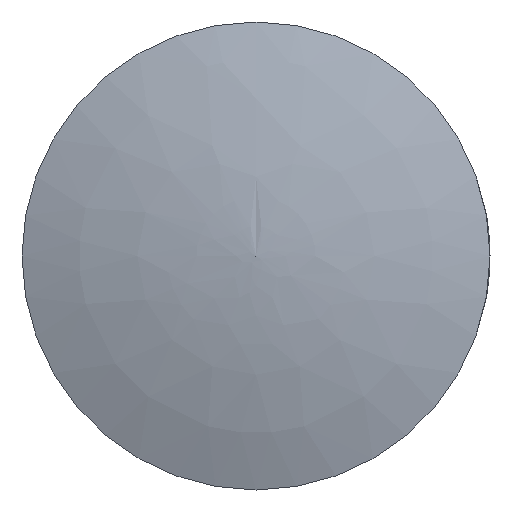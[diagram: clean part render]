
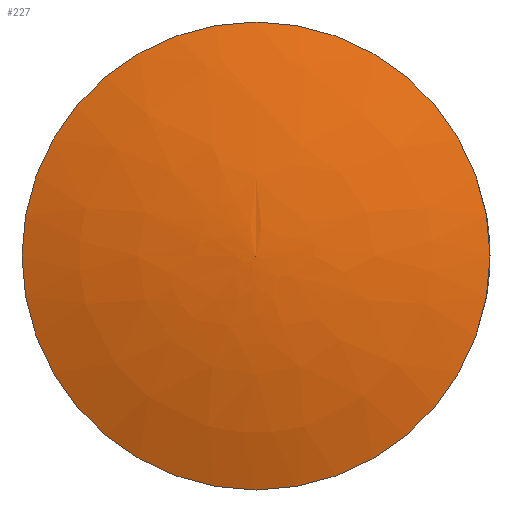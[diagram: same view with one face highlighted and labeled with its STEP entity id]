
A CAD part, left-side view. The second image highlights one B-rep face of the part: STEP entity #227.
In plain terms, the highlighted free-form (B-spline) face has degree [2, 2] with [3, 9] control points.
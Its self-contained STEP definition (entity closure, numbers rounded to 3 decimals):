
#12=(
BOUNDED_CURVE()
B_SPLINE_CURVE(2,(#449,#450,#451),.UNSPECIFIED.,.F.,.F.)
B_SPLINE_CURVE_WITH_KNOTS((3,3),(1.233,1.537),
 .UNSPECIFIED.)
CURVE()
GEOMETRIC_REPRESENTATION_ITEM()
RATIONAL_B_SPLINE_CURVE((1.,0.988,1.))
REPRESENTATION_ITEM($)
);
#13=(
BOUNDED_SURFACE()
B_SPLINE_SURFACE(2,2,((#417,#418,#419,#420,#421,#422,#423,#424,#425),(#426,
#427,#428,#429,#430,#431,#432,#433,#434),(#435,#436,#437,#438,#439,#440,
#441,#442,#443)),.UNSPECIFIED.,.F.,.T.,.F.)
B_SPLINE_SURFACE_WITH_KNOTS((3,3),(3,2,2,2,3),(-1.537,-1.233),
(-3.142,-1.571,0.,1.571,3.142),
 .UNSPECIFIED.)
GEOMETRIC_REPRESENTATION_ITEM()
RATIONAL_B_SPLINE_SURFACE(((1.,0.707,1.,0.707,1.,
0.707,1.,0.707,1.),(0.988,0.699,
0.988,0.699,0.988,0.699,
0.988,0.699,0.988),(1.,0.707,
1.,0.707,1.,0.707,1.,0.707,1.)))
REPRESENTATION_ITEM($)
SURFACE()
);
#61=FACE_OUTER_BOUND($,#85,.T.);
#85=EDGE_LOOP($,(#182,#183,#184,#185));
#112=CIRCLE($,#258,5.31);
#113=CIRCLE($,#259,5.31);
#132=VERTEX_POINT($,#444);
#133=VERTEX_POINT($,#445);
#134=VERTEX_POINT($,#448);
#153=EDGE_CURVE($,#132,#133,#112,.T.);
#154=EDGE_CURVE($,#133,#132,#113,.T.);
#155=EDGE_CURVE($,#133,#134,#12,.T.);
#182=ORIENTED_EDGE($,*,*,#153,.F.);
#183=ORIENTED_EDGE($,*,*,#154,.F.);
#184=ORIENTED_EDGE($,*,*,#155,.T.);
#185=ORIENTED_EDGE($,*,*,#155,.F.);
#227=ADVANCED_FACE($,(#61),#13,.F.);
#258=AXIS2_PLACEMENT_3D($,#446,#315,#316);
#259=AXIS2_PLACEMENT_3D($,#447,#317,#318);
#315=DIRECTION('center_axis',(1.,0.,0.));
#316=DIRECTION('ref_axis',(0.,0.,-1.));
#317=DIRECTION('center_axis',(1.,0.,0.));
#318=DIRECTION('ref_axis',(0.,0.,-1.));
#417=CARTESIAN_POINT('Ctrl Pts',(2.278,-0.161,0.));
#418=CARTESIAN_POINT('Ctrl Pts',(2.278,-0.161,0.));
#419=CARTESIAN_POINT('Ctrl Pts',(2.278,-0.161,0.));
#420=CARTESIAN_POINT('Ctrl Pts',(2.278,-0.161,0.));
#421=CARTESIAN_POINT('Ctrl Pts',(2.278,-0.161,0.));
#422=CARTESIAN_POINT('Ctrl Pts',(2.278,-0.161,0.));
#423=CARTESIAN_POINT('Ctrl Pts',(2.278,-0.161,0.));
#424=CARTESIAN_POINT('Ctrl Pts',(2.278,-0.161,0.));
#425=CARTESIAN_POINT('Ctrl Pts',(2.278,-0.161,0.));
#426=CARTESIAN_POINT('Ctrl Pts',(2.372,-0.161,2.731));
#427=CARTESIAN_POINT('Ctrl Pts',(2.372,-2.893,2.731));
#428=CARTESIAN_POINT('Ctrl Pts',(2.372,-2.893,0.));
#429=CARTESIAN_POINT('Ctrl Pts',(2.372,-2.893,-2.731));
#430=CARTESIAN_POINT('Ctrl Pts',(2.372,-0.161,-2.731));
#431=CARTESIAN_POINT('Ctrl Pts',(2.372,2.57,-2.731));
#432=CARTESIAN_POINT('Ctrl Pts',(2.372,2.57,0.));
#433=CARTESIAN_POINT('Ctrl Pts',(2.372,2.57,2.731));
#434=CARTESIAN_POINT('Ctrl Pts',(2.372,-0.161,2.731));
#435=CARTESIAN_POINT('Ctrl Pts',(3.278,-0.161,5.31));
#436=CARTESIAN_POINT('Ctrl Pts',(3.278,-5.471,5.31));
#437=CARTESIAN_POINT('Ctrl Pts',(3.278,-5.471,0.));
#438=CARTESIAN_POINT('Ctrl Pts',(3.278,-5.471,-5.31));
#439=CARTESIAN_POINT('Ctrl Pts',(3.278,-0.161,-5.31));
#440=CARTESIAN_POINT('Ctrl Pts',(3.278,5.149,-5.31));
#441=CARTESIAN_POINT('Ctrl Pts',(3.278,5.149,0.));
#442=CARTESIAN_POINT('Ctrl Pts',(3.278,5.149,5.31));
#443=CARTESIAN_POINT('Ctrl Pts',(3.278,-0.161,5.31));
#444=CARTESIAN_POINT('',(3.278,5.149,0.));
#445=CARTESIAN_POINT('',(3.278,-0.161,5.31));
#446=CARTESIAN_POINT('Origin',(3.278,-0.161,0.));
#447=CARTESIAN_POINT('Origin',(3.278,-0.161,0.));
#448=CARTESIAN_POINT('',(2.278,-0.161,0.));
#449=CARTESIAN_POINT('Ctrl Pts',(3.278,-0.161,5.31));
#450=CARTESIAN_POINT('Ctrl Pts',(2.372,-0.161,2.731));
#451=CARTESIAN_POINT('Ctrl Pts',(2.278,-0.161,0.));
